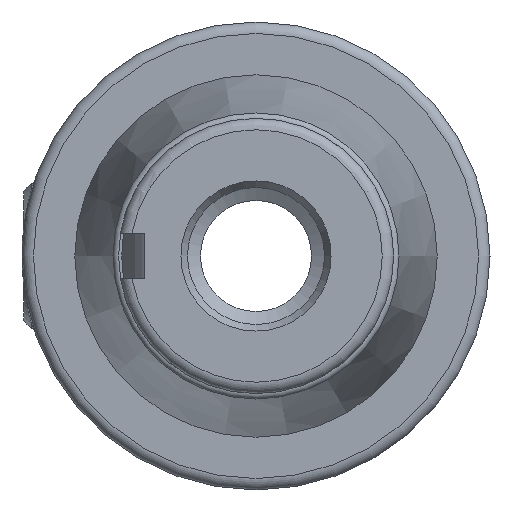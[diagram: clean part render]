
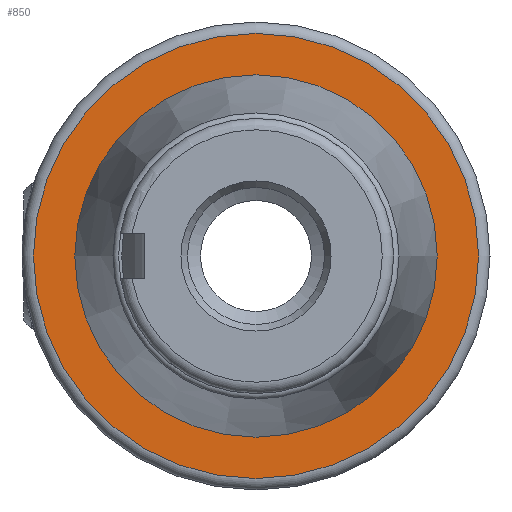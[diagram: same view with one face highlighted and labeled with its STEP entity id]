
A CAD part, left-side view. The second image highlights one B-rep face of the part: STEP entity #850.
In plain terms, the highlighted planar face has unit normal (-1, 0, 0).
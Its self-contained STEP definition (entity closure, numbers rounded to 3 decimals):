
#31=FACE_BOUND('',#176,.T.);
#37=PLANE('',#987);
#119=FACE_OUTER_BOUND('',#175,.T.);
#175=EDGE_LOOP('',(#640));
#176=EDGE_LOOP('',(#641));
#235=CIRCLE('',#983,19.5);
#238=CIRCLE('',#988,15.875);
#408=VERTEX_POINT('',#1486);
#411=VERTEX_POINT('',#1496);
#492=EDGE_CURVE('',#408,#408,#235,.T.);
#496=EDGE_CURVE('',#411,#411,#238,.T.);
#640=ORIENTED_EDGE('',*,*,#492,.F.);
#641=ORIENTED_EDGE('',*,*,#496,.T.);
#850=ADVANCED_FACE('',(#119,#31),#37,.T.);
#983=AXIS2_PLACEMENT_3D('',#1488,#1135,#1136);
#987=AXIS2_PLACEMENT_3D('',#1495,#1144,#1145);
#988=AXIS2_PLACEMENT_3D('',#1497,#1146,#1147);
#1135=DIRECTION('center_axis',(1.,0.,0.));
#1136=DIRECTION('ref_axis',(0.,-1.,0.));
#1144=DIRECTION('center_axis',(-1.,0.,0.));
#1145=DIRECTION('ref_axis',(0.,0.,1.));
#1146=DIRECTION('center_axis',(1.,0.,0.));
#1147=DIRECTION('ref_axis',(0.,0.,-1.));
#1486=CARTESIAN_POINT('',(1.6,0.,19.5));
#1488=CARTESIAN_POINT('Origin',(1.6,0.,0.));
#1495=CARTESIAN_POINT('Origin',(1.6,20.5,0.));
#1496=CARTESIAN_POINT('',(1.6,0.,-15.875));
#1497=CARTESIAN_POINT('Origin',(1.6,0.,0.));
